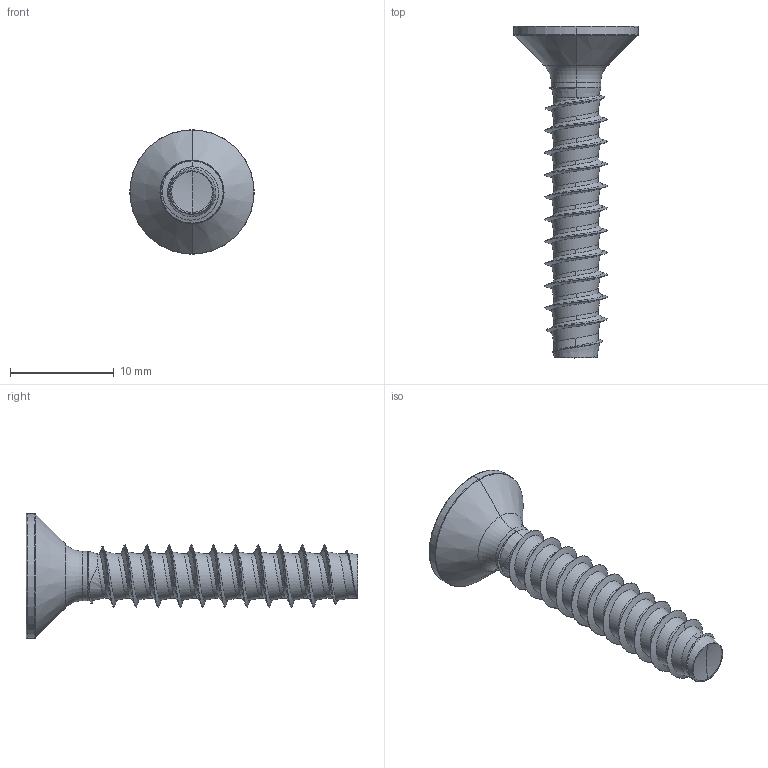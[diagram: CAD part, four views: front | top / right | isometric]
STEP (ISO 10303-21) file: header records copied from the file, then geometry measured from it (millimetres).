
FILE_DESCRIPTION (( 'STEP AP203' ), '1' );
FILE_NAME ('STP430600320.STEP', '2020-09-22T13:26:25', ( '' ), ( '' ), 'SwSTEP 2.0', 'SolidWorks 2015', '' );
FILE_SCHEMA (( 'CONFIG_CONTROL_DESIGN' ));
Length unit declared in the file: millimetre
Products named in the file (2): STP430600320
Bounding box: 12 x 32 x 12 mm (x, y, z)
Volume: 735.3 mm3; surface area: 942.7 mm2
Topology: 1 solids, 1 shells, 114 faces, 279 edges, 169 vertices
Faces by surface type: cylinder 51, bspline 35, cone 13, torus 10, plane 3, sphere 2
Entity records: 23648 total; most frequent: CARTESIAN_POINT 21199, ORIENTED_EDGE 558, DIRECTION 376, EDGE_CURVE 279, VERTEX_POINT 169, AXIS2_PLACEMENT_3D 154, EDGE_LOOP 116, FACE_OUTER_BOUND 114
